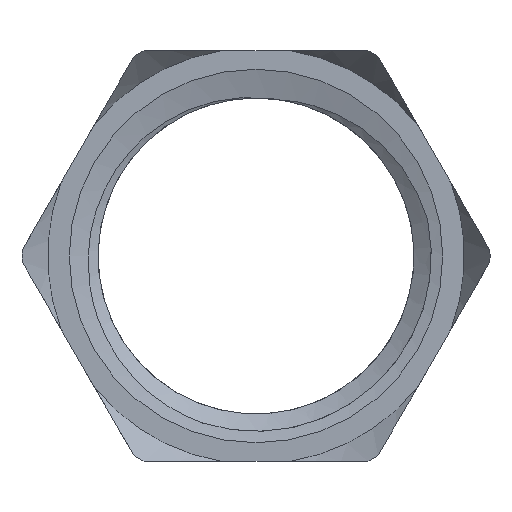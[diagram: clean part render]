
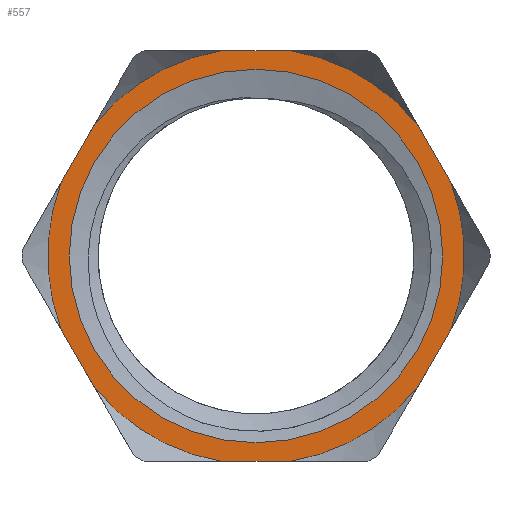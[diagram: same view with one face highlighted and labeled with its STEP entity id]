
A CAD part, left-side view. The second image highlights one B-rep face of the part: STEP entity #557.
In plain terms, the highlighted planar face has unit normal (-1, 0, 0).
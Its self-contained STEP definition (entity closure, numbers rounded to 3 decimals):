
#16=LINE('',#1321,#34);
#19=LINE('',#1344,#37);
#22=LINE('',#1367,#40);
#25=LINE('',#1390,#43);
#28=LINE('',#1413,#46);
#31=LINE('',#1436,#49);
#34=VECTOR('',#658,10.);
#37=VECTOR('',#663,10.);
#40=VECTOR('',#668,10.);
#43=VECTOR('',#673,10.);
#46=VECTOR('',#678,10.);
#49=VECTOR('',#683,10.);
#82=PLANE('',#626);
#96=FACE_BOUND('',#165,.T.);
#128=FACE_OUTER_BOUND('',#164,.T.);
#164=EDGE_LOOP('',(#494,#495,#496,#497,#498,#499,#500,#501,#502,#503,#504,
#505));
#165=EDGE_LOOP('',(#506));
#169=CIRCLE('',#570,8.181);
#189=CIRCLE('',#611,9.125);
#190=CIRCLE('',#613,9.125);
#191=CIRCLE('',#615,9.125);
#192=CIRCLE('',#617,9.125);
#193=CIRCLE('',#619,9.125);
#197=CIRCLE('',#627,9.125);
#212=VERTEX_POINT('',#813);
#223=VERTEX_POINT('',#1316);
#224=VERTEX_POINT('',#1320);
#230=VERTEX_POINT('',#1339);
#231=VERTEX_POINT('',#1343);
#237=VERTEX_POINT('',#1362);
#238=VERTEX_POINT('',#1366);
#244=VERTEX_POINT('',#1385);
#245=VERTEX_POINT('',#1389);
#251=VERTEX_POINT('',#1408);
#252=VERTEX_POINT('',#1412);
#258=VERTEX_POINT('',#1431);
#259=VERTEX_POINT('',#1435);
#266=EDGE_CURVE('',#212,#212,#169,.T.);
#282=EDGE_CURVE('',#224,#223,#16,.T.);
#289=EDGE_CURVE('',#231,#230,#19,.T.);
#296=EDGE_CURVE('',#238,#237,#22,.T.);
#303=EDGE_CURVE('',#245,#244,#25,.T.);
#310=EDGE_CURVE('',#252,#251,#28,.T.);
#317=EDGE_CURVE('',#259,#258,#31,.T.);
#336=EDGE_CURVE('',#238,#258,#189,.T.);
#337=EDGE_CURVE('',#224,#251,#190,.T.);
#338=EDGE_CURVE('',#231,#244,#191,.T.);
#339=EDGE_CURVE('',#245,#237,#192,.T.);
#340=EDGE_CURVE('',#252,#230,#193,.T.);
#344=EDGE_CURVE('',#259,#223,#197,.T.);
#494=ORIENTED_EDGE('',*,*,#282,.T.);
#495=ORIENTED_EDGE('',*,*,#344,.F.);
#496=ORIENTED_EDGE('',*,*,#317,.T.);
#497=ORIENTED_EDGE('',*,*,#336,.F.);
#498=ORIENTED_EDGE('',*,*,#296,.T.);
#499=ORIENTED_EDGE('',*,*,#339,.F.);
#500=ORIENTED_EDGE('',*,*,#303,.T.);
#501=ORIENTED_EDGE('',*,*,#338,.F.);
#502=ORIENTED_EDGE('',*,*,#289,.T.);
#503=ORIENTED_EDGE('',*,*,#340,.F.);
#504=ORIENTED_EDGE('',*,*,#310,.T.);
#505=ORIENTED_EDGE('',*,*,#337,.F.);
#506=ORIENTED_EDGE('',*,*,#266,.T.);
#557=ADVANCED_FACE('',(#128,#96),#82,.T.);
#570=AXIS2_PLACEMENT_3D('',#814,#637,#638);
#611=AXIS2_PLACEMENT_3D('',#1472,#737,#738);
#613=AXIS2_PLACEMENT_3D('',#1474,#741,#742);
#615=AXIS2_PLACEMENT_3D('',#1476,#745,#746);
#617=AXIS2_PLACEMENT_3D('',#1478,#749,#750);
#619=AXIS2_PLACEMENT_3D('',#1480,#753,#754);
#626=AXIS2_PLACEMENT_3D('',#1487,#767,#768);
#627=AXIS2_PLACEMENT_3D('',#1488,#769,#770);
#637=DIRECTION('center_axis',(1.,0.,0.));
#638=DIRECTION('ref_axis',(0.,1.,0.));
#658=DIRECTION('',(0.,1.,0.));
#663=DIRECTION('',(0.,-0.5,0.866));
#668=DIRECTION('',(0.,-0.5,-0.866));
#673=DIRECTION('',(0.,-1.,0.));
#678=DIRECTION('',(0.,0.5,0.866));
#683=DIRECTION('',(0.,0.5,-0.866));
#737=DIRECTION('center_axis',(1.,0.,0.));
#738=DIRECTION('ref_axis',(0.,0.,-1.));
#741=DIRECTION('center_axis',(1.,0.,0.));
#742=DIRECTION('ref_axis',(0.,0.,-1.));
#745=DIRECTION('center_axis',(1.,0.,0.));
#746=DIRECTION('ref_axis',(0.,0.,-1.));
#749=DIRECTION('center_axis',(1.,0.,0.));
#750=DIRECTION('ref_axis',(0.,0.,-1.));
#753=DIRECTION('center_axis',(1.,0.,0.));
#754=DIRECTION('ref_axis',(0.,0.,-1.));
#767=DIRECTION('center_axis',(-1.,0.,0.));
#768=DIRECTION('ref_axis',(0.,0.,1.));
#769=DIRECTION('center_axis',(1.,0.,0.));
#770=DIRECTION('ref_axis',(0.,0.,-1.));
#813=CARTESIAN_POINT('',(-3.56,8.181,0.));
#814=CARTESIAN_POINT('Origin',(-3.56,0.,0.));
#1316=CARTESIAN_POINT('',(-3.56,1.505,9.));
#1320=CARTESIAN_POINT('',(-3.56,-1.505,9.));
#1321=CARTESIAN_POINT('',(-3.56,7.015,9.));
#1339=CARTESIAN_POINT('',(-3.56,-8.547,-3.196));
#1343=CARTESIAN_POINT('',(-3.56,-7.042,-5.804));
#1344=CARTESIAN_POINT('',(-3.56,-7.88,-4.352));
#1362=CARTESIAN_POINT('',(-3.56,7.042,-5.804));
#1366=CARTESIAN_POINT('',(-3.56,8.547,-3.196));
#1367=CARTESIAN_POINT('',(-3.56,7.709,-4.648));
#1385=CARTESIAN_POINT('',(-3.56,-1.505,-9.));
#1389=CARTESIAN_POINT('',(-3.56,1.505,-9.));
#1390=CARTESIAN_POINT('',(-3.56,2.11,-9.));
#1408=CARTESIAN_POINT('',(-3.56,-7.042,5.804));
#1412=CARTESIAN_POINT('',(-3.56,-8.547,3.196));
#1413=CARTESIAN_POINT('',(-3.56,-5.427,8.6));
#1431=CARTESIAN_POINT('',(-3.56,8.547,3.196));
#1435=CARTESIAN_POINT('',(-3.56,7.042,5.804));
#1436=CARTESIAN_POINT('',(-3.56,10.161,0.4));
#1472=CARTESIAN_POINT('Origin',(-3.56,0.,0.));
#1474=CARTESIAN_POINT('Origin',(-3.56,0.,0.));
#1476=CARTESIAN_POINT('Origin',(-3.56,0.,0.));
#1478=CARTESIAN_POINT('Origin',(-3.56,0.,0.));
#1480=CARTESIAN_POINT('Origin',(-3.56,0.,0.));
#1487=CARTESIAN_POINT('Origin',(-3.56,9.125,0.));
#1488=CARTESIAN_POINT('Origin',(-3.56,0.,0.));
